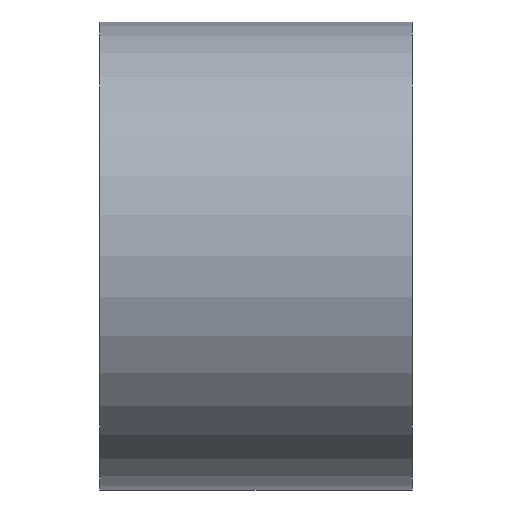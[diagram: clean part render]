
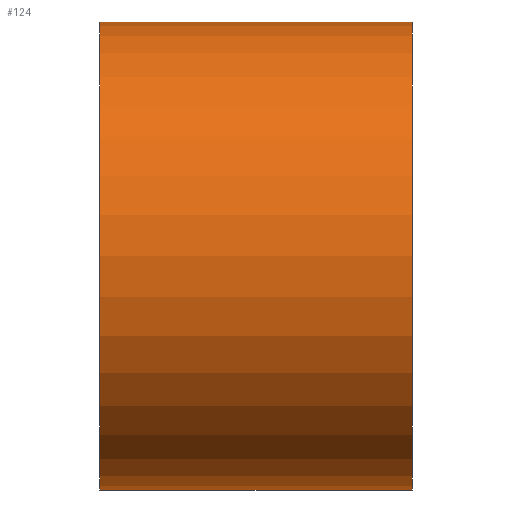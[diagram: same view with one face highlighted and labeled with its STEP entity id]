
A CAD part, front view. The second image highlights one B-rep face of the part: STEP entity #124.
In plain terms, the highlighted cylindrical face has radius 4.75 mm (diameter 9.5 mm), a partial arc.
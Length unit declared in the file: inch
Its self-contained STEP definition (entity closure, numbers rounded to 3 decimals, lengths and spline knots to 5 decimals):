
#1 = CARTESIAN_POINT ( 'NONE',  ( 0.125, 0., -0.187 ) ) ;
#4 = CIRCLE ( 'NONE', #105, 0.187 ) ;
#6 = EDGE_CURVE ( 'NONE', #41, #57, #55, .T. ) ;
#15 = ORIENTED_EDGE ( 'NONE', *, *, #6, .F. ) ;
#18 = DIRECTION ( 'NONE',  ( -1., 0., 0. ) ) ;
#19 = CARTESIAN_POINT ( 'NONE',  ( 0.125, 0., 0. ) ) ;
#24 = CIRCLE ( 'NONE', #227, 0.187 ) ;
#26 = DIRECTION ( 'NONE',  ( 0., 0., -1. ) ) ;
#35 = EDGE_LOOP ( 'NONE', ( #15, #118, #126, #85 ) ) ;
#38 = DIRECTION ( 'NONE',  ( -1., 0., 0. ) ) ;
#41 = VERTEX_POINT ( 'NONE', #1 ) ;
#52 = LINE ( 'NONE', #209, #206 ) ;
#55 = LINE ( 'NONE', #232, #211 ) ;
#57 = VERTEX_POINT ( 'NONE', #116 ) ;
#59 = DIRECTION ( 'NONE',  ( 1., 0., 0. ) ) ;
#63 = EDGE_CURVE ( 'NONE', #228, #41, #24, .T. ) ;
#72 = DIRECTION ( 'NONE',  ( 1., 0., 0. ) ) ;
#85 = ORIENTED_EDGE ( 'NONE', *, *, #236, .T. ) ;
#94 = DIRECTION ( 'NONE',  ( 0., 0., -1. ) ) ;
#97 = CARTESIAN_POINT ( 'NONE',  ( -0.125, 0., 0.187 ) ) ;
#104 = EDGE_CURVE ( 'NONE', #228, #146, #52, .T. ) ;
#105 = AXIS2_PLACEMENT_3D ( 'NONE', #142, #59, #26 ) ;
#114 = CYLINDRICAL_SURFACE ( 'NONE', #190, 0.187 ) ;
#116 = CARTESIAN_POINT ( 'NONE',  ( -0.125, 0., -0.187 ) ) ;
#118 = ORIENTED_EDGE ( 'NONE', *, *, #63, .F. ) ;
#124 = ADVANCED_FACE ( 'NONE', ( #207 ), #114, .T. ) ;
#126 = ORIENTED_EDGE ( 'NONE', *, *, #104, .T. ) ;
#131 = DIRECTION ( 'NONE',  ( -1., 0., 0. ) ) ;
#134 = CARTESIAN_POINT ( 'NONE',  ( 0.125, 0., 0. ) ) ;
#138 = CARTESIAN_POINT ( 'NONE',  ( 0.125, 0., 0.187 ) ) ;
#142 = CARTESIAN_POINT ( 'NONE',  ( -0.125, 0., 0. ) ) ;
#146 = VERTEX_POINT ( 'NONE', #97 ) ;
#173 = DIRECTION ( 'NONE',  ( 0., 0., 1. ) ) ;
#190 = AXIS2_PLACEMENT_3D ( 'NONE', #19, #18, #173 ) ;
#206 = VECTOR ( 'NONE', #131, 39.37008 ) ;
#207 = FACE_OUTER_BOUND ( 'NONE', #35, .T. ) ;
#209 = CARTESIAN_POINT ( 'NONE',  ( 0.125, 0., 0.187 ) ) ;
#211 = VECTOR ( 'NONE', #38, 39.37008 ) ;
#227 = AXIS2_PLACEMENT_3D ( 'NONE', #134, #72, #94 ) ;
#228 = VERTEX_POINT ( 'NONE', #138 ) ;
#232 = CARTESIAN_POINT ( 'NONE',  ( 0.125, 0., -0.187 ) ) ;
#236 = EDGE_CURVE ( 'NONE', #146, #57, #4, .T. ) ;
